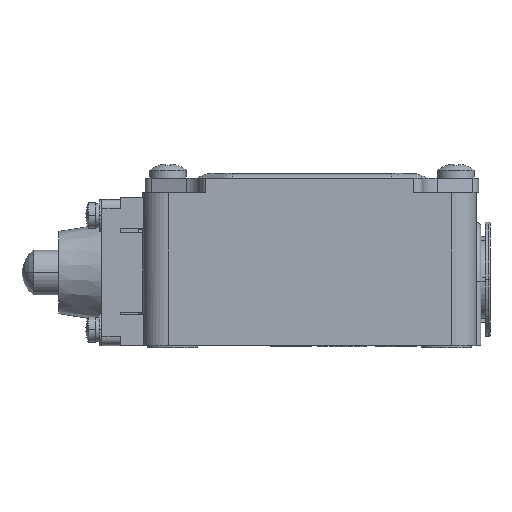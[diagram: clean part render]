
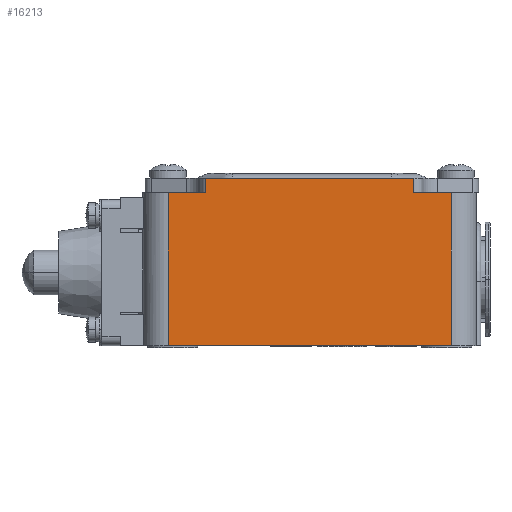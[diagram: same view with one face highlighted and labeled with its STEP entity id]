
A CAD part, left-side view. The second image highlights one B-rep face of the part: STEP entity #16213.
In plain terms, the highlighted planar face has unit normal (-1, 0, 0).
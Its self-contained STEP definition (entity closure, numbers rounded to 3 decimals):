
#17=DIRECTION('',(0.,0.,1.));
#18=VECTOR('',#17,3.2);
#19=CARTESIAN_POINT('',(0.,62.375,-6.244));
#20=LINE('',#19,#18);
#141=DIRECTION('',(0.,1.,0.));
#142=VECTOR('',#141,8.125);
#143=CARTESIAN_POINT('',(0.,62.375,-6.244));
#144=LINE('',#143,#142);
#2757=DIRECTION('',(0.,0.,-1.));
#2758=VECTOR('',#2757,33.5);
#2759=CARTESIAN_POINT('',(0.,70.5,-6.244));
#2760=LINE('',#2759,#2758);
#3777=DIRECTION('',(0.,0.,1.));
#3778=VECTOR('',#3777,33.5);
#3779=CARTESIAN_POINT('',(0.,8.5,-39.744));
#3780=LINE('',#3779,#3778);
#3781=DIRECTION('',(0.,1.,0.));
#3782=VECTOR('',#3781,62.);
#3783=CARTESIAN_POINT('',(0.,8.5,-39.744));
#3784=LINE('',#3783,#3782);
#3837=DIRECTION('',(0.,1.,0.));
#3838=VECTOR('',#3837,45.625);
#3839=CARTESIAN_POINT('',(0.,16.75,-3.044));
#3840=LINE('',#3839,#3838);
#4593=DIRECTION('',(0.,0.,1.));
#4594=VECTOR('',#4593,3.2);
#4595=CARTESIAN_POINT('',(0.,16.75,-6.244));
#4596=LINE('',#4595,#4594);
#4619=DIRECTION('',(0.,1.,0.));
#4620=VECTOR('',#4619,8.25);
#4621=CARTESIAN_POINT('',(0.,8.5,-6.244));
#4622=LINE('',#4621,#4620);
#11215=CARTESIAN_POINT('',(0.,8.5,-6.244));
#11217=VERTEX_POINT('',#11215);
#11221=CARTESIAN_POINT('',(0.,8.5,-39.744));
#11222=VERTEX_POINT('',#11221);
#11223=CARTESIAN_POINT('',(0.,70.5,-39.744));
#11225=VERTEX_POINT('',#11223);
#11228=CARTESIAN_POINT('',(0.,70.5,-6.244));
#11230=VERTEX_POINT('',#11228);
#11650=CARTESIAN_POINT('',(0.,16.75,-6.244));
#11651=VERTEX_POINT('',#11650);
#11696=CARTESIAN_POINT('',(0.,16.75,-3.044));
#11698=VERTEX_POINT('',#11696);
#12279=CARTESIAN_POINT('',(0.,62.375,-6.244));
#12281=VERTEX_POINT('',#12279);
#12314=CARTESIAN_POINT('',(0.,62.375,-3.044));
#12315=VERTEX_POINT('',#12314);
#16194=CARTESIAN_POINT('',(0.,3.,-6.244));
#16195=DIRECTION('',(-1.,0.,0.));
#16196=DIRECTION('',(0.,1.,0.));
#16197=AXIS2_PLACEMENT_3D('',#16194,#16195,#16196);
#16198=PLANE('',#16197);
#16199=ORIENTED_EDGE('',*,*,#12483,.F.);
#16200=ORIENTED_EDGE('',*,*,#12421,.T.);
#16202=ORIENTED_EDGE('',*,*,#16201,.F.);
#16204=ORIENTED_EDGE('',*,*,#16203,.F.);
#16206=ORIENTED_EDGE('',*,*,#16205,.F.);
#16208=ORIENTED_EDGE('',*,*,#16207,.F.);
#16209=ORIENTED_EDGE('',*,*,#12771,.T.);
#16210=ORIENTED_EDGE('',*,*,#14680,.F.);
#16211=EDGE_LOOP('',(#16199,#16200,#16202,#16204,#16206,#16208,#16209,#16210));
#16212=FACE_OUTER_BOUND('',#16211,.F.);
#16213=ADVANCED_FACE('',(#16212),#16198,.T.);
#12421=EDGE_CURVE('',#12281,#12315,#20,.T.);
#12483=EDGE_CURVE('',#12281,#11230,#144,.T.);
#12771=EDGE_CURVE('',#11222,#11225,#3784,.T.);
#14680=EDGE_CURVE('',#11230,#11225,#2760,.T.);
#16201=EDGE_CURVE('',#11698,#12315,#3840,.T.);
#16203=EDGE_CURVE('',#11651,#11698,#4596,.T.);
#16205=EDGE_CURVE('',#11217,#11651,#4622,.T.);
#16207=EDGE_CURVE('',#11222,#11217,#3780,.T.);
